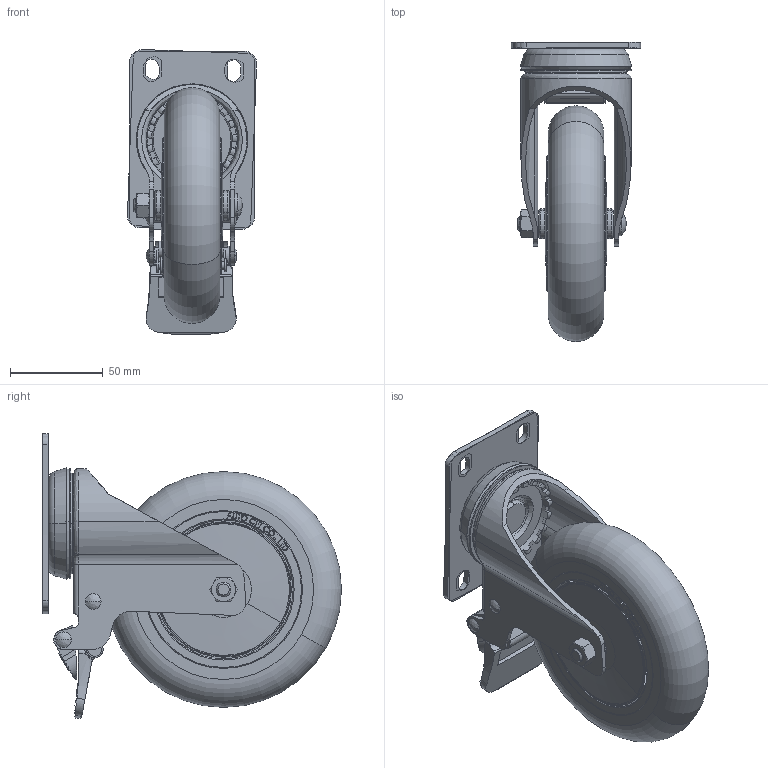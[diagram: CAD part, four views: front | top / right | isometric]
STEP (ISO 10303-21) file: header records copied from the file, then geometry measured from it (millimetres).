
FILE_DESCRIPTION (( 'STEP AP203' ), '1' );
FILE_NAME ('ACLU_127SFB_Dwg3D.STEP', '2019-03-11T23:58:34', ( '' ), ( '' ), 'SwSTEP 2.0', 'SolidWorks 2018', '' );
FILE_SCHEMA (( 'CONFIG_CONTROL_DESIGN' ));
Length unit declared in the file: millimetre
Products named in the file (11): ACLU-127 WHEEL URETHANE; ACLU-127 WHEEL CORE; ACLU-127 WHEEL COVER; ACLU-100 WHEEL PIN; hexagon nut style 1 gradeab_ks_KS 1012 S1 - M8-D-N; ACLU wheel pin assy; ACLU-100SF TOP PLATE; ACLU-127 WHEEL assy; ACLU-127SFB FRAME; ACLU_127SFB_Dwg3D; ACLU-127SFB Frame Assy
Assembly tree (11 placements, depth 4):
  ACLU_127SFB_Dwg3D
    ACLU-127SFB Frame Assy
      ACLU-100SF TOP PLATE
      ACLU-127SFB FRAME
    ACLU-127 WHEEL assy
      ACLU-127 WHEEL URETHANE
      ACLU-127 WHEEL CORE
      ACLU-127 WHEEL COVER  x2
      ACLU wheel pin assy
        ACLU-100 WHEEL PIN
        hexagon nut style 1 gradeab_ks_KS 1012 S1 - M8-D-N
Bounding box: 69.56 x 161 x 153.46 mm (x, y, z)
Volume: 444512 mm3; surface area: 196002.1 mm2
Topology: 22 solids, 24 shells, 1665 faces, 4543 edges, 2964 vertices
Faces by surface type: plane 852, cylinder 495, bspline 186, cone 74, torus 58
Entity records: 62615 total; most frequent: CARTESIAN_POINT 21295, ORIENTED_EDGE 8974, DIRECTION 7721, EDGE_CURVE 4487, VERTEX_POINT 2940, AXIS2_PLACEMENT_3D 2657, LINE 2407, VECTOR 2407
